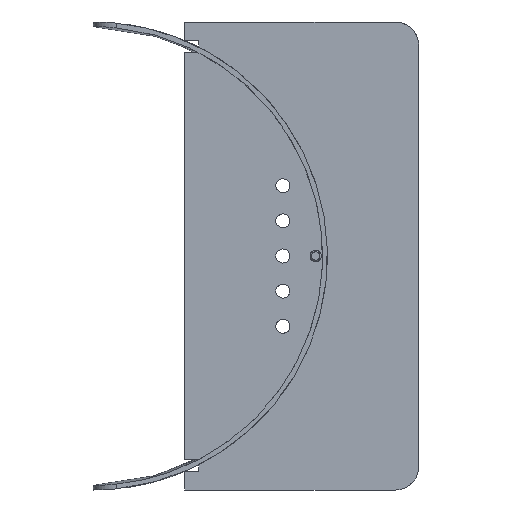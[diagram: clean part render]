
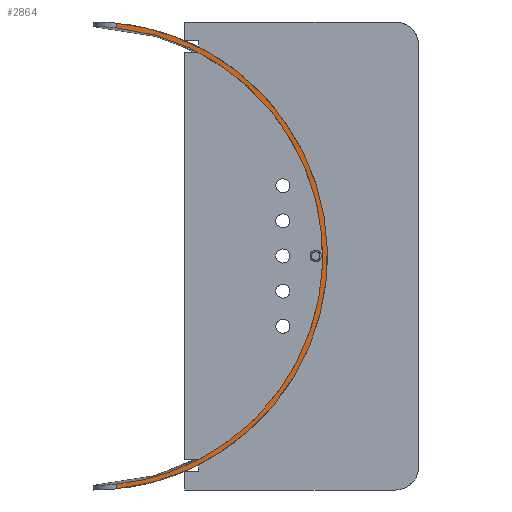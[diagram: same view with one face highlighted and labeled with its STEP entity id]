
A CAD part, left-side view. The second image highlights one B-rep face of the part: STEP entity #2864.
In plain terms, the highlighted free-form (B-spline) face has degree [1, 1] with [2, 2] control points.
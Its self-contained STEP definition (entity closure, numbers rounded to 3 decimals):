
#1562 = VERTEX_POINT('',#1563);
#1563 = CARTESIAN_POINT('',(-266.835,344.217,
    -265.497));
#1778 = VERTEX_POINT('',#1779);
#1779 = CARTESIAN_POINT('',(-266.835,344.217,
    265.497));
#1841 = EDGE_CURVE('',#1562,#1778,#1842,.T.);
#1842 = ( BOUNDED_CURVE() B_SPLINE_CURVE(2,(#1843,#1844,#1845,#1846,
#1847),.UNSPECIFIED.,.F.,.F.) B_SPLINE_CURVE_WITH_KNOTS((3,2,3),(0.,
1.471,2.941),.PIECEWISE_BEZIER_KNOTS.) CURVE() 
GEOMETRIC_REPRESENTATION_ITEM() RATIONAL_B_SPLINE_CURVE((1.,
0.742,1.,0.742,1.)) REPRESENTATION_ITEM('') );
#1843 = CARTESIAN_POINT('',(-266.835,344.217,
    -265.497));
#1844 = CARTESIAN_POINT('',(-266.835,104.066,
    -241.361));
#1845 = CARTESIAN_POINT('',(-266.835,104.066,
    0.));
#1846 = CARTESIAN_POINT('',(-266.835,104.066,
    241.361));
#1847 = CARTESIAN_POINT('',(-266.835,344.217,
    265.497));
#2358 = VERTEX_POINT('',#2359);
#2359 = CARTESIAN_POINT('',(-266.835,344.217,
    260.133));
#2420 = EDGE_CURVE('',#2358,#2421,#2423,.T.);
#2421 = VERTEX_POINT('',#2422);
#2422 = CARTESIAN_POINT('',(-266.835,344.217,
    -260.133));
#2423 = ( BOUNDED_CURVE() B_SPLINE_CURVE(2,(#2424,#2425,#2426,#2427,
#2428),.UNSPECIFIED.,.F.,.F.) B_SPLINE_CURVE_WITH_KNOTS((3,2,3),(0.,
1.469,2.937),.PIECEWISE_BEZIER_KNOTS.) CURVE() 
GEOMETRIC_REPRESENTATION_ITEM() RATIONAL_B_SPLINE_CURVE((1.,
0.742,1.,0.742,1.)) REPRESENTATION_ITEM('') );
#2424 = CARTESIAN_POINT('',(-266.835,344.217,
    260.133));
#2425 = CARTESIAN_POINT('',(-266.835,109.402,
    236.047));
#2426 = CARTESIAN_POINT('',(-266.835,109.402,
    0.));
#2427 = CARTESIAN_POINT('',(-266.835,109.402,
    -236.047));
#2428 = CARTESIAN_POINT('',(-266.835,344.217,
    -260.133));
#2750 = EDGE_CURVE('',#2421,#1562,#2751,.T.);
#2751 = B_SPLINE_CURVE_WITH_KNOTS('',1,(#2752,#2753),.UNSPECIFIED.,.F.,
  .F.,(2,2),(0.,5.026),.PIECEWISE_BEZIER_KNOTS.);
#2752 = CARTESIAN_POINT('',(-266.835,344.217,
    -260.133));
#2753 = CARTESIAN_POINT('',(-266.835,344.217,
    -265.497));
#2852 = EDGE_CURVE('',#1778,#2358,#2853,.T.);
#2853 = B_SPLINE_CURVE_WITH_KNOTS('',1,(#2854,#2855),.UNSPECIFIED.,.F.,
  .F.,(2,2),(0.,5.026),.PIECEWISE_BEZIER_KNOTS.);
#2854 = CARTESIAN_POINT('',(-266.835,344.217,
    265.497));
#2855 = CARTESIAN_POINT('',(-266.835,344.217,
    260.133));
#2864 = ADVANCED_FACE('',(#2865),#2871,.T.);
#2865 = FACE_BOUND('',#2866,.T.);
#2866 = EDGE_LOOP('',(#2867,#2868,#2869,#2870));
#2867 = ORIENTED_EDGE('',*,*,#2750,.T.);
#2868 = ORIENTED_EDGE('',*,*,#1841,.T.);
#2869 = ORIENTED_EDGE('',*,*,#2852,.T.);
#2870 = ORIENTED_EDGE('',*,*,#2420,.T.);
#2871 = B_SPLINE_SURFACE_WITH_KNOTS('',1,1,(
    (#2872,#2873)
    ,(#2874,#2875
    )),.UNSPECIFIED.,.F.,.F.,.F.,(2,2),(2,2),(-248.747,
    248.747),(-225.,0.),.PIECEWISE_BEZIER_KNOTS.);
#2872 = CARTESIAN_POINT('',(-266.835,344.217,
    265.497));
#2873 = CARTESIAN_POINT('',(-266.835,104.066,
    265.497));
#2874 = CARTESIAN_POINT('',(-266.835,344.217,
    -265.497));
#2875 = CARTESIAN_POINT('',(-266.835,104.066,
    -265.497));
